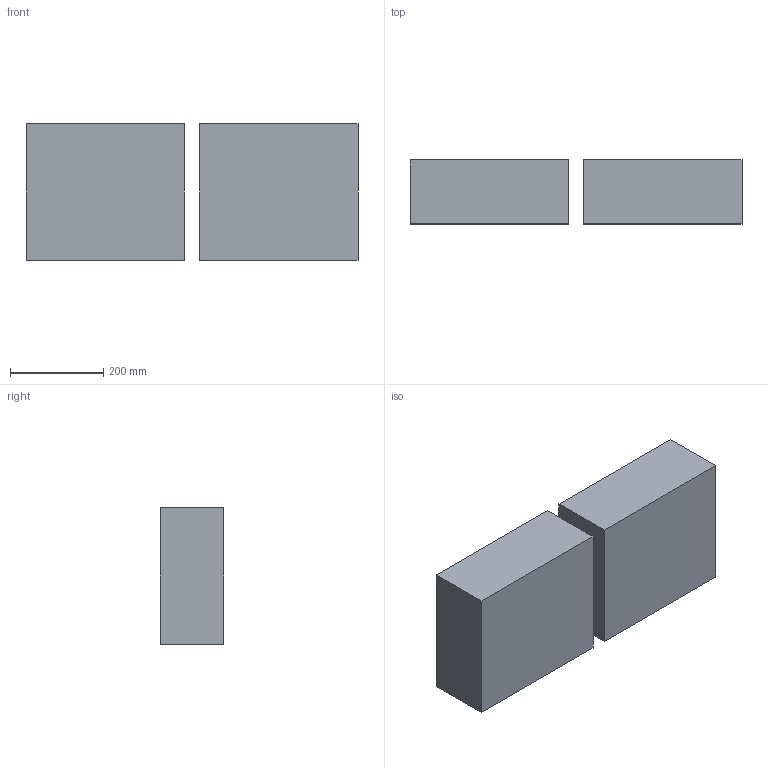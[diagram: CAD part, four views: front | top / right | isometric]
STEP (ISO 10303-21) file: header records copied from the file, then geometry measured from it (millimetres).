
FILE_DESCRIPTION((''),'2;1');
FILE_NAME('ASM_ASM','2019-04-03T',('win7'),(''),'PRO/ENGINEER BY PARAMETRIC TECHNOLOGY CORPORATION, 2010280','PRO/ENGINEER BY PARAMETRIC TECHNOLOGY CORPORATION, 2010280','');
FILE_SCHEMA(('CONFIG_CONTROL_DESIGN'));
Length unit declared in the file: millimetre
Products named in the file (2): CUBE; ASM_ASM
Assembly tree (2 placements, depth 2):
  ASM_ASM
    CUBE  x2
Bounding box: 711.73 x 136.99 x 292.7 mm (x, y, z)
Volume: 27179686.4 mm3; surface area: 742917.3 mm2
Topology: 2 solids, 2 shells, 12 faces, 24 edges, 16 vertices
Faces by surface type: plane 12
Entity records: 231 total; most frequent: DIRECTION 32, CARTESIAN_POINT 30, ORIENTED_EDGE 24, VECTOR 12, LINE 12, EDGE_CURVE 12, AXIS2_PLACEMENT_3D 10, VERTEX_POINT 8
